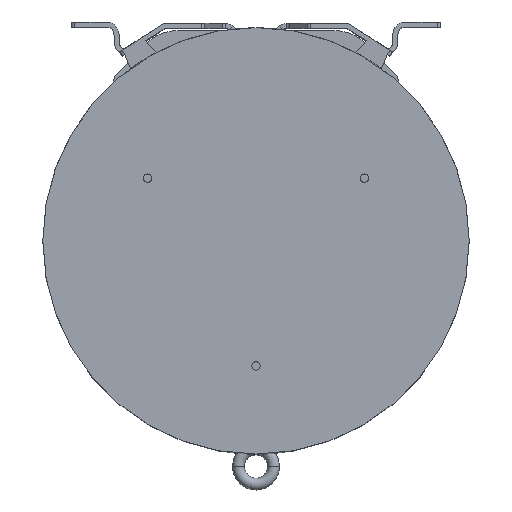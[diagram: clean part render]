
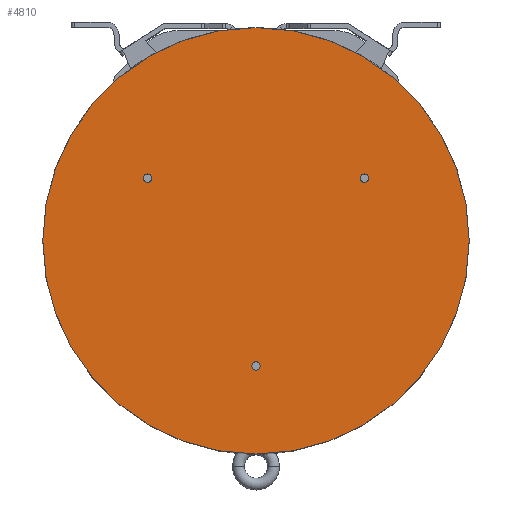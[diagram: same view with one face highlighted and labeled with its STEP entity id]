
A CAD part, top view. The second image highlights one B-rep face of the part: STEP entity #4810.
In plain terms, the highlighted planar face has unit normal (0, 0, 1).
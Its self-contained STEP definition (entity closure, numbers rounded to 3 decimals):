
#14=CARTESIAN_POINT('',(0.,0.,122.24));
#15=DIRECTION('',(0.,0.,1.));
#16=DIRECTION('',(-1.,0.,0.));
#17=AXIS2_PLACEMENT_3D('',#14,#15,#16);
#19=CARTESIAN_POINT('',(0.,0.,122.24));
#20=DIRECTION('',(0.,0.,1.));
#21=DIRECTION('',(1.,0.,0.));
#22=AXIS2_PLACEMENT_3D('',#19,#20,#21);
#24=CARTESIAN_POINT('',(86.603,50.,122.24));
#25=DIRECTION('',(0.,0.,1.));
#26=DIRECTION('',(1.,0.,0.));
#27=AXIS2_PLACEMENT_3D('',#24,#25,#26);
#29=CARTESIAN_POINT('',(86.603,50.,122.24));
#30=DIRECTION('',(0.,0.,1.));
#31=DIRECTION('',(-1.,0.,0.));
#32=AXIS2_PLACEMENT_3D('',#29,#30,#31);
#34=CARTESIAN_POINT('',(-86.603,50.,122.24));
#35=DIRECTION('',(0.,0.,1.));
#36=DIRECTION('',(1.,0.,0.));
#37=AXIS2_PLACEMENT_3D('',#34,#35,#36);
#39=CARTESIAN_POINT('',(-86.603,50.,122.24));
#40=DIRECTION('',(0.,0.,1.));
#41=DIRECTION('',(-1.,0.,0.));
#42=AXIS2_PLACEMENT_3D('',#39,#40,#41);
#44=CARTESIAN_POINT('',(0.,-100.,122.24));
#45=DIRECTION('',(0.,0.,1.));
#46=DIRECTION('',(1.,0.,0.));
#47=AXIS2_PLACEMENT_3D('',#44,#45,#46);
#49=CARTESIAN_POINT('',(0.,-100.,122.24));
#50=DIRECTION('',(0.,0.,1.));
#51=DIRECTION('',(-1.,0.,0.));
#52=AXIS2_PLACEMENT_3D('',#49,#50,#51);
#3790=CARTESIAN_POINT('',(-170.35,0.,122.24));
#3791=CARTESIAN_POINT('',(170.35,0.,122.24));
#3792=VERTEX_POINT('',#3790);
#3793=VERTEX_POINT('',#3791);
#4756=CARTESIAN_POINT('',(90.003,50.,122.24));
#4757=CARTESIAN_POINT('',(83.203,50.,122.24));
#4758=VERTEX_POINT('',#4756);
#4759=VERTEX_POINT('',#4757);
#4760=CARTESIAN_POINT('',(-83.203,50.,122.24));
#4761=CARTESIAN_POINT('',(-90.003,50.,122.24));
#4762=VERTEX_POINT('',#4760);
#4763=VERTEX_POINT('',#4761);
#4764=CARTESIAN_POINT('',(3.4,-100.,122.24));
#4765=CARTESIAN_POINT('',(-3.4,-100.,122.24));
#4766=VERTEX_POINT('',#4764);
#4767=VERTEX_POINT('',#4765);
#4781=CARTESIAN_POINT('',(0.,0.,122.24));
#4782=DIRECTION('',(0.,0.,1.));
#4783=DIRECTION('',(-1.,0.,0.));
#4784=AXIS2_PLACEMENT_3D('',#4781,#4782,#4783);
#4785=PLANE('',#4784);
#4787=ORIENTED_EDGE('',*,*,#4786,.F.);
#4789=ORIENTED_EDGE('',*,*,#4788,.F.);
#4790=EDGE_LOOP('',(#4787,#4789));
#4791=FACE_OUTER_BOUND('',#4790,.F.);
#4793=ORIENTED_EDGE('',*,*,#4792,.T.);
#4795=ORIENTED_EDGE('',*,*,#4794,.T.);
#4796=EDGE_LOOP('',(#4793,#4795));
#4797=FACE_BOUND('',#4796,.F.);
#4799=ORIENTED_EDGE('',*,*,#4798,.T.);
#4801=ORIENTED_EDGE('',*,*,#4800,.T.);
#4802=EDGE_LOOP('',(#4799,#4801));
#4803=FACE_BOUND('',#4802,.F.);
#4805=ORIENTED_EDGE('',*,*,#4804,.T.);
#4807=ORIENTED_EDGE('',*,*,#4806,.T.);
#4808=EDGE_LOOP('',(#4805,#4807));
#4809=FACE_BOUND('',#4808,.F.);
#4810=ADVANCED_FACE('',(#4791,#4797,#4803,#4809),#4785,.T.);
#18=CIRCLE('',#17,170.35);
#23=CIRCLE('',#22,170.35);
#28=CIRCLE('',#27,3.4);
#33=CIRCLE('',#32,3.4);
#38=CIRCLE('',#37,3.4);
#43=CIRCLE('',#42,3.4);
#48=CIRCLE('',#47,3.4);
#53=CIRCLE('',#52,3.4);
#4786=EDGE_CURVE('',#3792,#3793,#18,.T.);
#4788=EDGE_CURVE('',#3793,#3792,#23,.T.);
#4792=EDGE_CURVE('',#4758,#4759,#28,.T.);
#4794=EDGE_CURVE('',#4759,#4758,#33,.T.);
#4798=EDGE_CURVE('',#4762,#4763,#38,.T.);
#4800=EDGE_CURVE('',#4763,#4762,#43,.T.);
#4804=EDGE_CURVE('',#4766,#4767,#48,.T.);
#4806=EDGE_CURVE('',#4767,#4766,#53,.T.);
